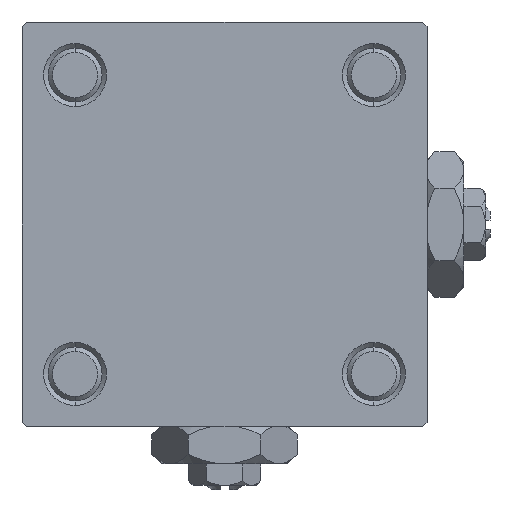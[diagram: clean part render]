
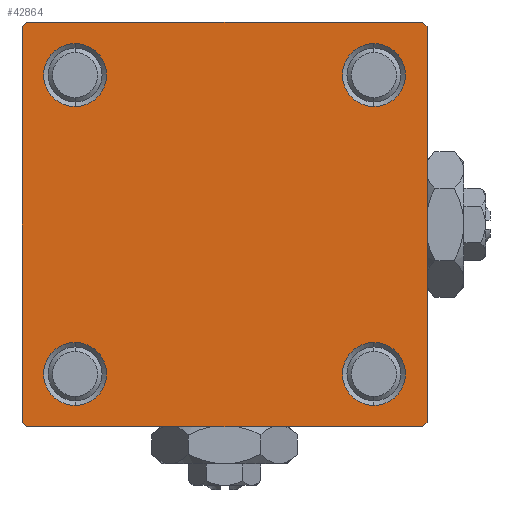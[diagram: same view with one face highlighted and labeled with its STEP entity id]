
A CAD part, left-side view. The second image highlights one B-rep face of the part: STEP entity #42864.
In plain terms, the highlighted planar face has unit normal (-1, 0, 0).
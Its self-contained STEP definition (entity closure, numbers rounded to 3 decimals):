
#370 = VERTEX_POINT ( 'NONE', #28442 ) ;
#492 = VECTOR ( 'NONE', #18604, 1000. ) ;
#774 = AXIS2_PLACEMENT_3D ( 'NONE', #33360, #41467, #18155 ) ;
#864 = CARTESIAN_POINT ( 'NONE',  ( 0., -16.6, -16.6 ) ) ;
#1269 = CIRCLE ( 'NONE', #17170, 3.5 ) ;
#1475 = DIRECTION ( 'NONE',  ( 0., -0.707, -0.707 ) ) ;
#2175 = VECTOR ( 'NONE', #1475, 1000. ) ;
#2229 = CARTESIAN_POINT ( 'NONE',  ( 0., -22., 22.5 ) ) ;
#2619 = CARTESIAN_POINT ( 'NONE',  ( 0., -22.25, 22.25 ) ) ;
#2950 = CARTESIAN_POINT ( 'NONE',  ( 0., 22.5, 22.5 ) ) ;
#3056 = DIRECTION ( 'NONE',  ( 1., 0., 0. ) ) ;
#3278 = FACE_BOUND ( 'NONE', #49103, .T. ) ;
#3792 = FACE_OUTER_BOUND ( 'NONE', #7000, .T. ) ;
#4113 = VERTEX_POINT ( 'NONE', #28293 ) ;
#4122 = ORIENTED_EDGE ( 'NONE', *, *, #10125, .T. ) ;
#5113 = DIRECTION ( 'NONE',  ( 1., 0., 0. ) ) ;
#5672 = CARTESIAN_POINT ( 'NONE',  ( 0., 22.25, -22.25 ) ) ;
#5782 = CARTESIAN_POINT ( 'NONE',  ( 0., 16.6, -16.6 ) ) ;
#6810 = LINE ( 'NONE', #51846, #17211 ) ;
#7000 = EDGE_LOOP ( 'NONE', ( #8146, #39709, #49162, #4122, #8903, #40773, #16928, #41874 ) ) ;
#7931 = EDGE_CURVE ( 'NONE', #49386, #19451, #20459, .T. ) ;
#7938 = CARTESIAN_POINT ( 'NONE',  ( 0., -22., -22.5 ) ) ;
#8146 = ORIENTED_EDGE ( 'NONE', *, *, #47659, .T. ) ;
#8903 = ORIENTED_EDGE ( 'NONE', *, *, #34438, .F. ) ;
#8980 = CARTESIAN_POINT ( 'NONE',  ( 0., 22., 22.5 ) ) ;
#9048 = EDGE_CURVE ( 'NONE', #26580, #9236, #1269, .T. ) ;
#9236 = VERTEX_POINT ( 'NONE', #20140 ) ;
#9702 = CIRCLE ( 'NONE', #46502, 3.5 ) ;
#10125 = EDGE_CURVE ( 'NONE', #16575, #36341, #6810, .T. ) ;
#11480 = EDGE_CURVE ( 'NONE', #4113, #15757, #18493, .T. ) ;
#11650 = CARTESIAN_POINT ( 'NONE',  ( 0., 0., 0. ) ) ;
#11726 = ORIENTED_EDGE ( 'NONE', *, *, #38285, .T. ) ;
#11884 = DIRECTION ( 'NONE',  ( 0., 0., 1. ) ) ;
#12144 = CARTESIAN_POINT ( 'NONE',  ( 0., -16.6, -13.1 ) ) ;
#12417 = DIRECTION ( 'NONE',  ( 1., 0., 0. ) ) ;
#12506 = CARTESIAN_POINT ( 'NONE',  ( 0., 16.6, 13.1 ) ) ;
#12713 = EDGE_CURVE ( 'NONE', #19451, #49386, #44064, .T. ) ;
#13297 = CARTESIAN_POINT ( 'NONE',  ( 0., -16.6, -16.6 ) ) ;
#13877 = ORIENTED_EDGE ( 'NONE', *, *, #12713, .T. ) ;
#14496 = EDGE_CURVE ( 'NONE', #48772, #370, #21741, .T. ) ;
#14999 = LINE ( 'NONE', #2950, #50779 ) ;
#15098 = DIRECTION ( 'NONE',  ( 0., 0., 1. ) ) ;
#15757 = VERTEX_POINT ( 'NONE', #17082 ) ;
#16099 = AXIS2_PLACEMENT_3D ( 'NONE', #13297, #32946, #45262 ) ;
#16159 = ORIENTED_EDGE ( 'NONE', *, *, #9048, .T. ) ;
#16331 = AXIS2_PLACEMENT_3D ( 'NONE', #11650, #22931, #51462 ) ;
#16575 = VERTEX_POINT ( 'NONE', #7938 ) ;
#16928 = ORIENTED_EDGE ( 'NONE', *, *, #31600, .F. ) ;
#17082 = CARTESIAN_POINT ( 'NONE',  ( 0., 22., -22.5 ) ) ;
#17170 = AXIS2_PLACEMENT_3D ( 'NONE', #864, #28646, #11884 ) ;
#17211 = VECTOR ( 'NONE', #39296, 1000. ) ;
#17334 = AXIS2_PLACEMENT_3D ( 'NONE', #41016, #5113, #21090 ) ;
#17652 = CARTESIAN_POINT ( 'NONE',  ( 0., -22.5, 22.5 ) ) ;
#17717 = EDGE_LOOP ( 'NONE', ( #16159, #33608 ) ) ;
#18155 = DIRECTION ( 'NONE',  ( 0., 0., 1. ) ) ;
#18171 = LINE ( 'NONE', #17652, #40560 ) ;
#18493 = LINE ( 'NONE', #5672, #2175 ) ;
#18604 = DIRECTION ( 'NONE',  ( 0., 0.707, 0.707 ) ) ;
#19327 = LINE ( 'NONE', #50771, #26210 ) ;
#19370 = CARTESIAN_POINT ( 'NONE',  ( 0., 22.5, -22.5 ) ) ;
#19451 = VERTEX_POINT ( 'NONE', #46398 ) ;
#19738 = VERTEX_POINT ( 'NONE', #32363 ) ;
#19857 = CIRCLE ( 'NONE', #25706, 3.5 ) ;
#20140 = CARTESIAN_POINT ( 'NONE',  ( 0., -16.6, -20.1 ) ) ;
#20401 = VECTOR ( 'NONE', #34541, 1000. ) ;
#20459 = CIRCLE ( 'NONE', #38047, 3.5 ) ;
#21090 = DIRECTION ( 'NONE',  ( 0., 0., 1. ) ) ;
#21741 = CIRCLE ( 'NONE', #774, 3.5 ) ;
#22396 = CIRCLE ( 'NONE', #17334, 3.5 ) ;
#22643 = EDGE_LOOP ( 'NONE', ( #46647, #11726 ) ) ;
#22931 = DIRECTION ( 'NONE',  ( -1., 0., 0. ) ) ;
#23008 = CARTESIAN_POINT ( 'NONE',  ( 0., -22.5, 22. ) ) ;
#23275 = DIRECTION ( 'NONE',  ( 0., -1., 0. ) ) ;
#24342 = CARTESIAN_POINT ( 'NONE',  ( 0., 16.6, -20.1 ) ) ;
#25173 = DIRECTION ( 'NONE',  ( 1., 0., 0. ) ) ;
#25332 = ORIENTED_EDGE ( 'NONE', *, *, #14496, .T. ) ;
#25673 = AXIS2_PLACEMENT_3D ( 'NONE', #31261, #51151, #39127 ) ;
#25706 = AXIS2_PLACEMENT_3D ( 'NONE', #48308, #12417, #28663 ) ;
#26109 = EDGE_CURVE ( 'NONE', #9236, #26580, #50395, .T. ) ;
#26210 = VECTOR ( 'NONE', #23275, 1000. ) ;
#26580 = VERTEX_POINT ( 'NONE', #12144 ) ;
#26622 = EDGE_LOOP ( 'NONE', ( #39702, #25332 ) ) ;
#27973 = ORIENTED_EDGE ( 'NONE', *, *, #7931, .T. ) ;
#28293 = CARTESIAN_POINT ( 'NONE',  ( 0., 22.5, -22. ) ) ;
#28442 = CARTESIAN_POINT ( 'NONE',  ( 0., 16.6, 20.1 ) ) ;
#28646 = DIRECTION ( 'NONE',  ( 1., 0., 0. ) ) ;
#28663 = DIRECTION ( 'NONE',  ( 0., 0., 1. ) ) ;
#28676 = VERTEX_POINT ( 'NONE', #47994 ) ;
#29164 = EDGE_CURVE ( 'NONE', #37239, #19738, #47097, .T. ) ;
#29817 = EDGE_CURVE ( 'NONE', #15757, #16575, #35613, .T. ) ;
#29821 = VERTEX_POINT ( 'NONE', #24342 ) ;
#31128 = CARTESIAN_POINT ( 'NONE',  ( 0., 22.25, 22.25 ) ) ;
#31261 = CARTESIAN_POINT ( 'NONE',  ( 0., -16.6, 16.6 ) ) ;
#31427 = DIRECTION ( 'NONE',  ( 0., -1., 0. ) ) ;
#31600 = EDGE_CURVE ( 'NONE', #37239, #38109, #19327, .T. ) ;
#32363 = CARTESIAN_POINT ( 'NONE',  ( 0., 22.5, 22. ) ) ;
#32946 = DIRECTION ( 'NONE',  ( 1., 0., 0. ) ) ;
#33360 = CARTESIAN_POINT ( 'NONE',  ( 0., 16.6, 16.6 ) ) ;
#33608 = ORIENTED_EDGE ( 'NONE', *, *, #26109, .T. ) ;
#34438 = EDGE_CURVE ( 'NONE', #36000, #36341, #18171, .T. ) ;
#34541 = DIRECTION ( 'NONE',  ( 0., 0.707, -0.707 ) ) ;
#34761 = CARTESIAN_POINT ( 'NONE',  ( 0., -16.6, 16.6 ) ) ;
#35492 = FACE_BOUND ( 'NONE', #22643, .T. ) ;
#35613 = LINE ( 'NONE', #19370, #42910 ) ;
#35945 = DIRECTION ( 'NONE',  ( 0., 0., -1. ) ) ;
#36000 = VERTEX_POINT ( 'NONE', #23008 ) ;
#36341 = VERTEX_POINT ( 'NONE', #44403 ) ;
#36481 = CARTESIAN_POINT ( 'NONE',  ( 0., -16.6, 13.1 ) ) ;
#37239 = VERTEX_POINT ( 'NONE', #8980 ) ;
#38047 = AXIS2_PLACEMENT_3D ( 'NONE', #34761, #3056, #15098 ) ;
#38109 = VERTEX_POINT ( 'NONE', #2229 ) ;
#38285 = EDGE_CURVE ( 'NONE', #29821, #28676, #9702, .T. ) ;
#38412 = EDGE_CURVE ( 'NONE', #36000, #38109, #38524, .T. ) ;
#38524 = LINE ( 'NONE', #2619, #492 ) ;
#39127 = DIRECTION ( 'NONE',  ( 0., 0., 1. ) ) ;
#39296 = DIRECTION ( 'NONE',  ( 0., -0.707, 0.707 ) ) ;
#39702 = ORIENTED_EDGE ( 'NONE', *, *, #47431, .T. ) ;
#39709 = ORIENTED_EDGE ( 'NONE', *, *, #11480, .T. ) ;
#40560 = VECTOR ( 'NONE', #49352, 1000. ) ;
#40773 = ORIENTED_EDGE ( 'NONE', *, *, #38412, .T. ) ;
#40823 = EDGE_CURVE ( 'NONE', #28676, #29821, #22396, .T. ) ;
#41016 = CARTESIAN_POINT ( 'NONE',  ( 0., 16.6, -16.6 ) ) ;
#41467 = DIRECTION ( 'NONE',  ( 1., 0., 0. ) ) ;
#41874 = ORIENTED_EDGE ( 'NONE', *, *, #29164, .T. ) ;
#42864 = ADVANCED_FACE ( 'NONE', ( #3278, #50952, #35492, #51200, #3792 ), #43352, .T. ) ;
#42910 = VECTOR ( 'NONE', #31427, 1000. ) ;
#43352 = PLANE ( 'NONE',  #16331 ) ;
#44064 = CIRCLE ( 'NONE', #25673, 3.5 ) ;
#44403 = CARTESIAN_POINT ( 'NONE',  ( 0., -22.5, -22. ) ) ;
#45262 = DIRECTION ( 'NONE',  ( 0., 0., 1. ) ) ;
#45860 = DIRECTION ( 'NONE',  ( 0., 0., 1. ) ) ;
#46398 = CARTESIAN_POINT ( 'NONE',  ( 0., -16.6, 20.1 ) ) ;
#46502 = AXIS2_PLACEMENT_3D ( 'NONE', #5782, #25173, #45860 ) ;
#46647 = ORIENTED_EDGE ( 'NONE', *, *, #40823, .T. ) ;
#47097 = LINE ( 'NONE', #31128, #20401 ) ;
#47431 = EDGE_CURVE ( 'NONE', #370, #48772, #19857, .T. ) ;
#47659 = EDGE_CURVE ( 'NONE', #19738, #4113, #14999, .T. ) ;
#47994 = CARTESIAN_POINT ( 'NONE',  ( 0., 16.6, -13.1 ) ) ;
#48308 = CARTESIAN_POINT ( 'NONE',  ( 0., 16.6, 16.6 ) ) ;
#48772 = VERTEX_POINT ( 'NONE', #12506 ) ;
#49103 = EDGE_LOOP ( 'NONE', ( #13877, #27973 ) ) ;
#49162 = ORIENTED_EDGE ( 'NONE', *, *, #29817, .T. ) ;
#49352 = DIRECTION ( 'NONE',  ( 0., 0., -1. ) ) ;
#49386 = VERTEX_POINT ( 'NONE', #36481 ) ;
#50395 = CIRCLE ( 'NONE', #16099, 3.5 ) ;
#50771 = CARTESIAN_POINT ( 'NONE',  ( 0., 22.5, 22.5 ) ) ;
#50779 = VECTOR ( 'NONE', #35945, 1000. ) ;
#50952 = FACE_BOUND ( 'NONE', #17717, .T. ) ;
#51151 = DIRECTION ( 'NONE',  ( 1., 0., 0. ) ) ;
#51200 = FACE_BOUND ( 'NONE', #26622, .T. ) ;
#51462 = DIRECTION ( 'NONE',  ( 0., 0., 1. ) ) ;
#51846 = CARTESIAN_POINT ( 'NONE',  ( 0., -22.25, -22.25 ) ) ;
